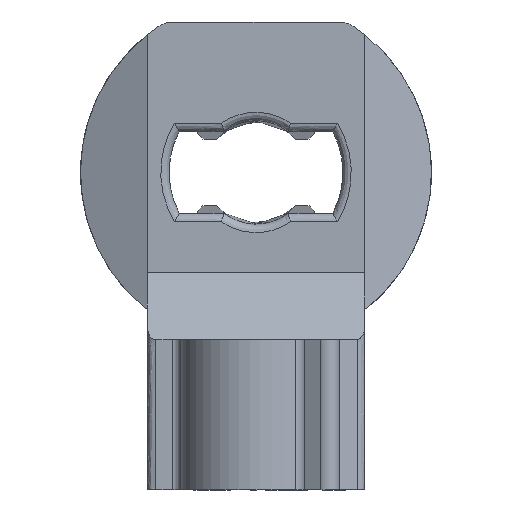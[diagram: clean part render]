
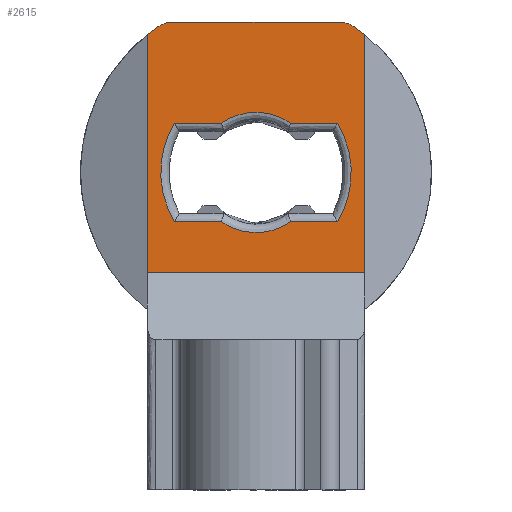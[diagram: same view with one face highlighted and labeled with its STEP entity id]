
A CAD part, left-side view. The second image highlights one B-rep face of the part: STEP entity #2615.
In plain terms, the highlighted free-form (B-spline) face has degree [1, 1] with [2, 2] control points.
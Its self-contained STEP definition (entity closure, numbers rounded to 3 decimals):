
#472=CARTESIAN_POINT('',(-1.5,4.878,-2.948));
#473=VERTEX_POINT('',#472);
#497=CARTESIAN_POINT('',(-1.5,2.066,-2.948));
#498=VERTEX_POINT('',#497);
#499=CARTESIAN_POINT('',(-1.5,2.066,-2.948));
#500=CARTESIAN_POINT('',(-1.5,4.878,-2.948));
#501=QUASI_UNIFORM_CURVE('',1,(#499,#500),.UNSPECIFIED.,.F.,.U.);
#502=EDGE_CURVE('',#498,#473,#501,.T.);
#556=CARTESIAN_POINT('',(-1.5,-2.066,-2.948));
#557=VERTEX_POINT('',#556);
#599=CARTESIAN_POINT('',(-1.5,-2.066,-2.948));
#600=CARTESIAN_POINT('',(-1.5,0.,-4.396));
#601=CARTESIAN_POINT('',(-1.5,2.066,-2.948));
#609=(BOUNDED_CURVE()B_SPLINE_CURVE(2,(#599,#600,#601),.UNSPECIFIED.,.F.,.U.)CURVE()GEOMETRIC_REPRESENTATION_ITEM()QUASI_UNIFORM_CURVE()RATIONAL_B_SPLINE_CURVE((1.0,0.819,1.0))REPRESENTATION_ITEM(''));
#610=EDGE_CURVE('',#557,#498,#609,.T.);
#634=CARTESIAN_POINT('',(-1.5,4.878,2.948));
#635=VERTEX_POINT('',#634);
#659=CARTESIAN_POINT('',(-1.5,4.878,-2.948));
#660=CARTESIAN_POINT('',(-1.5,6.66,0.));
#661=CARTESIAN_POINT('',(-1.5,4.878,2.948));
#669=(BOUNDED_CURVE()B_SPLINE_CURVE(2,(#659,#660,#661),.UNSPECIFIED.,.F.,.U.)CURVE()GEOMETRIC_REPRESENTATION_ITEM()QUASI_UNIFORM_CURVE()RATIONAL_B_SPLINE_CURVE((1.0,0.856,1.0))REPRESENTATION_ITEM(''));
#670=EDGE_CURVE('',#473,#635,#669,.T.);
#703=CARTESIAN_POINT('',(-1.5,-4.878,-2.948));
#704=VERTEX_POINT('',#703);
#736=CARTESIAN_POINT('',(-1.5,-4.878,-2.948));
#737=CARTESIAN_POINT('',(-1.5,-2.066,-2.948));
#738=QUASI_UNIFORM_CURVE('',1,(#736,#737),.UNSPECIFIED.,.F.,.U.);
#739=EDGE_CURVE('',#704,#557,#738,.T.);
#760=CARTESIAN_POINT('',(-1.5,2.066,2.948));
#761=VERTEX_POINT('',#760);
#787=CARTESIAN_POINT('',(-1.5,4.878,2.948));
#788=CARTESIAN_POINT('',(-1.5,2.066,2.948));
#789=QUASI_UNIFORM_CURVE('',1,(#787,#788),.UNSPECIFIED.,.F.,.U.);
#790=EDGE_CURVE('',#635,#761,#789,.T.);
#818=CARTESIAN_POINT('',(-1.5,-4.878,2.948));
#819=VERTEX_POINT('',#818);
#859=CARTESIAN_POINT('',(-1.5,-4.878,2.948));
#860=CARTESIAN_POINT('',(-1.5,-6.66,0.));
#861=CARTESIAN_POINT('',(-1.5,-4.878,-2.948));
#869=(BOUNDED_CURVE()B_SPLINE_CURVE(2,(#859,#860,#861),.UNSPECIFIED.,.F.,.U.)CURVE()GEOMETRIC_REPRESENTATION_ITEM()QUASI_UNIFORM_CURVE()RATIONAL_B_SPLINE_CURVE((1.0,0.856,1.0))REPRESENTATION_ITEM(''));
#870=EDGE_CURVE('',#819,#704,#869,.T.);
#894=CARTESIAN_POINT('',(-1.5,-2.066,2.948));
#895=VERTEX_POINT('',#894);
#921=CARTESIAN_POINT('',(-1.5,2.066,2.948));
#922=CARTESIAN_POINT('',(-1.5,0.,4.396));
#923=CARTESIAN_POINT('',(-1.5,-2.066,2.948));
#931=(BOUNDED_CURVE()B_SPLINE_CURVE(2,(#921,#922,#923),.UNSPECIFIED.,.F.,.U.)CURVE()GEOMETRIC_REPRESENTATION_ITEM()QUASI_UNIFORM_CURVE()RATIONAL_B_SPLINE_CURVE((1.0,0.819,1.0))REPRESENTATION_ITEM(''));
#932=EDGE_CURVE('',#761,#895,#931,.T.);
#966=CARTESIAN_POINT('',(-1.5,-2.066,2.948));
#967=CARTESIAN_POINT('',(-1.5,-4.878,2.948));
#968=QUASI_UNIFORM_CURVE('',1,(#966,#967),.UNSPECIFIED.,.F.,.U.);
#969=EDGE_CURVE('',#895,#819,#968,.T.);
#1792=CARTESIAN_POINT('',(-1.5,-5.804,8.75));
#1793=VERTEX_POINT('',#1792);
#1799=CARTESIAN_POINT('',(-1.5,-6.5,8.246));
#1800=VERTEX_POINT('',#1799);
#1801=CARTESIAN_POINT('',(-1.5,-5.804,8.75));
#1802=CARTESIAN_POINT('',(-1.5,-6.162,8.512));
#1803=CARTESIAN_POINT('',(-1.5,-6.5,8.246));
#1811=(BOUNDED_CURVE()B_SPLINE_CURVE(2,(#1801,#1802,#1803),.UNSPECIFIED.,.F.,.U.)CURVE()GEOMETRIC_REPRESENTATION_ITEM()QUASI_UNIFORM_CURVE()RATIONAL_B_SPLINE_CURVE((1.0,0.999,1.0))REPRESENTATION_ITEM(''));
#1812=EDGE_CURVE('',#1793,#1800,#1811,.T.);
#1838=CARTESIAN_POINT('',(-1.5,-4.975,9.));
#1839=VERTEX_POINT('',#1838);
#1845=CARTESIAN_POINT('',(-1.5,-4.975,9.));
#1846=CARTESIAN_POINT('',(-1.5,-5.427,9.));
#1847=CARTESIAN_POINT('',(-1.5,-5.804,8.75));
#1855=(BOUNDED_CURVE()B_SPLINE_CURVE(2,(#1845,#1846,#1847),.UNSPECIFIED.,.F.,.U.)CURVE()GEOMETRIC_REPRESENTATION_ITEM()QUASI_UNIFORM_CURVE()RATIONAL_B_SPLINE_CURVE((1.0,0.957,1.0))REPRESENTATION_ITEM(''));
#1856=EDGE_CURVE('',#1839,#1793,#1855,.T.);
#1982=CARTESIAN_POINT('',(-1.5,6.5,8.246));
#1983=VERTEX_POINT('',#1982);
#1989=CARTESIAN_POINT('',(-1.5,5.804,8.75));
#1990=VERTEX_POINT('',#1989);
#1991=CARTESIAN_POINT('',(-1.5,6.5,8.246));
#1992=CARTESIAN_POINT('',(-1.5,6.162,8.512));
#1993=CARTESIAN_POINT('',(-1.5,5.804,8.75));
#2001=(BOUNDED_CURVE()B_SPLINE_CURVE(2,(#1991,#1992,#1993),.UNSPECIFIED.,.F.,.U.)CURVE()GEOMETRIC_REPRESENTATION_ITEM()QUASI_UNIFORM_CURVE()RATIONAL_B_SPLINE_CURVE((1.0,0.999,1.0))REPRESENTATION_ITEM(''));
#2002=EDGE_CURVE('',#1983,#1990,#2001,.T.);
#2101=CARTESIAN_POINT('',(-1.5,4.975,9.));
#2102=VERTEX_POINT('',#2101);
#2103=CARTESIAN_POINT('',(-1.5,5.804,8.75));
#2104=CARTESIAN_POINT('',(-1.5,5.427,9.));
#2105=CARTESIAN_POINT('',(-1.5,4.975,9.));
#2113=(BOUNDED_CURVE()B_SPLINE_CURVE(2,(#2103,#2104,#2105),.UNSPECIFIED.,.F.,.U.)CURVE()GEOMETRIC_REPRESENTATION_ITEM()QUASI_UNIFORM_CURVE()RATIONAL_B_SPLINE_CURVE((1.0,0.957,1.0))REPRESENTATION_ITEM(''));
#2114=EDGE_CURVE('',#1990,#2102,#2113,.T.);
#2512=CARTESIAN_POINT('',(-1.5,4.975,9.));
#2513=CARTESIAN_POINT('',(-1.5,-4.975,9.));
#2514=QUASI_UNIFORM_CURVE('',1,(#2512,#2513),.UNSPECIFIED.,.F.,.U.);
#2515=EDGE_CURVE('',#2102,#1839,#2514,.T.);
#2532=CARTESIAN_POINT('',(-1.5,6.5,-6.0));
#2533=VERTEX_POINT('',#2532);
#2567=CARTESIAN_POINT('',(-1.5,-6.5,-6.0));
#2568=VERTEX_POINT('',#2567);
#2574=CARTESIAN_POINT('',(-1.5,6.5,-6.0));
#2575=CARTESIAN_POINT('',(-1.5,-6.5,-6.0));
#2576=QUASI_UNIFORM_CURVE('',1,(#2574,#2575),.UNSPECIFIED.,.F.,.U.);
#2577=EDGE_CURVE('',#2533,#2568,#2576,.T.);
#2582=CARTESIAN_POINT('',(-1.5,-7.149,-6.749));
#2583=CARTESIAN_POINT('',(-1.5,-7.149,9.749));
#2584=CARTESIAN_POINT('',(-1.5,7.149,-6.749));
#2585=CARTESIAN_POINT('',(-1.5,7.149,9.749));
#2586=B_SPLINE_SURFACE_WITH_KNOTS('',1,1,((#2582,#2584),(#2583,#2585)),.UNSPECIFIED.,.F.,.F.,.U.,(2,2),(2,2),(0.0,16.499),(0.0,14.299),.UNSPECIFIED.);
#2587=ORIENTED_EDGE('',*,*,#1812,.F.);
#2588=ORIENTED_EDGE('',*,*,#1856,.F.);
#2589=ORIENTED_EDGE('',*,*,#2515,.F.);
#2590=ORIENTED_EDGE('',*,*,#2114,.F.);
#2591=ORIENTED_EDGE('',*,*,#2002,.F.);
#2592=CARTESIAN_POINT('',(-1.5,6.5,8.246));
#2593=CARTESIAN_POINT('',(-1.5,6.5,-6.0));
#2594=QUASI_UNIFORM_CURVE('',1,(#2592,#2593),.UNSPECIFIED.,.F.,.U.);
#2595=EDGE_CURVE('',#1983,#2533,#2594,.T.);
#2596=ORIENTED_EDGE('',*,*,#2595,.T.);
#2597=ORIENTED_EDGE('',*,*,#2577,.T.);
#2598=CARTESIAN_POINT('',(-1.5,-6.5,8.246));
#2599=CARTESIAN_POINT('',(-1.5,-6.5,-6.0));
#2600=QUASI_UNIFORM_CURVE('',1,(#2598,#2599),.UNSPECIFIED.,.F.,.U.);
#2601=EDGE_CURVE('',#1800,#2568,#2600,.T.);
#2602=ORIENTED_EDGE('',*,*,#2601,.F.);
#2603=EDGE_LOOP('',(#2587,#2588,#2589,#2590,#2591,#2596,#2597,#2602));
#2604=FACE_OUTER_BOUND('',#2603,.T.);
#2605=ORIENTED_EDGE('',*,*,#610,.T.);
#2606=ORIENTED_EDGE('',*,*,#502,.T.);
#2607=ORIENTED_EDGE('',*,*,#670,.T.);
#2608=ORIENTED_EDGE('',*,*,#790,.T.);
#2609=ORIENTED_EDGE('',*,*,#932,.T.);
#2610=ORIENTED_EDGE('',*,*,#969,.T.);
#2611=ORIENTED_EDGE('',*,*,#870,.T.);
#2612=ORIENTED_EDGE('',*,*,#739,.T.);
#2613=EDGE_LOOP('',(#2605,#2606,#2607,#2608,#2609,#2610,#2611,#2612));
#2614=FACE_BOUND('',#2613,.T.);
#2615=ADVANCED_FACE('',(#2604,#2614),#2586,.T.);
